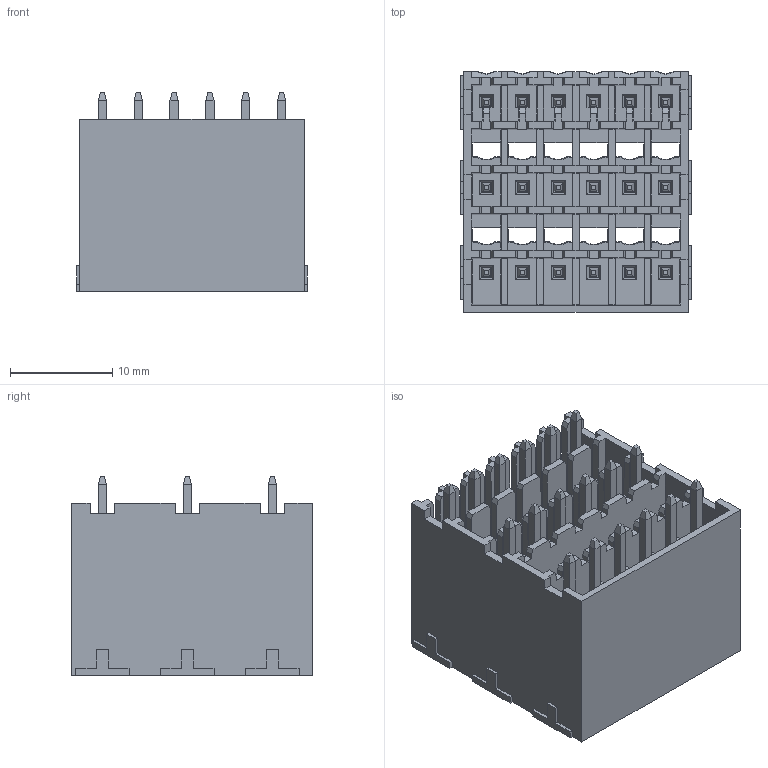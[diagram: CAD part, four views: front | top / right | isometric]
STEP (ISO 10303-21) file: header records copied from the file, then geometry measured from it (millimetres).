
FILE_DESCRIPTION( ('This file contains a STEP AP42 implementation' ,'as created by ZW3D STEP Interface translator.') ,'2;1' );
FILE_NAME( 'WJ15EDGVH3C-3.5-06P.stp' ,'24 123.153254', (''), ('ZWCAD Software Co.'), 'Version 1.0', 'ZW3D to STEP translator', '' );
FILE_SCHEMA(('AUTOMOTIVE_DESIGN'));
Length unit declared in the file: millimetre
Products named in the file (2): 0; wj15edgvh3c-350
Bounding box: 22.5 x 23.5 x 19.4 mm (x, y, z)
Volume: 3378 mm3; surface area: 10058.4 mm2
Topology: 19 solids, 19 shells, 2026 faces, 5394 edges, 3424 vertices
Faces by surface type: bspline 2026
Entity records: 61901 total; most frequent: CARTESIAN_POINT 27255, ORIENTED_EDGE 10788, EDGE_CURVE 5394, B_SPLINE_CURVE_WITH_KNOTS 4872, VERTEX_POINT 3424, EDGE_LOOP 2104, FACE_OUTER_BOUND 2026, ADVANCED_FACE 2026
